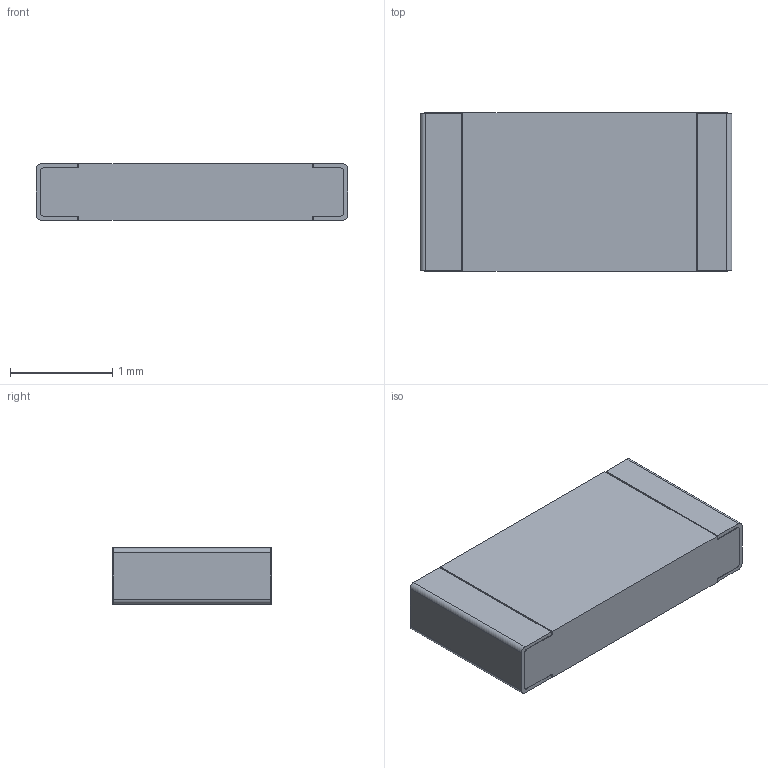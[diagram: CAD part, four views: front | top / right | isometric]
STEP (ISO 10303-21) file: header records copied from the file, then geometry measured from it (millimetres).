
FILE_DESCRIPTION(('STEP AP242'),'1');
FILE_NAME('4-1879267-7.stp','2021-06-24T19:27:55',('TraceParts'),('TraceParts S.A.'),'Spatial InterOp 3D',' ',' ');
FILE_SCHEMA(('AP242_MANAGED_MODEL_BASED_3D_ENGINEERING_MIM_LF {1 0 10303 442 1 1 4}'));
Length unit declared in the file: millimetre
Products named in the file (1): 4-1879267-7
Bounding box: 3.05 x 1.55 x 0.55 mm (x, y, z)
Volume: 2.6 mm3; surface area: 14.9 mm2
Topology: 1 solids, 1 shells, 42 faces, 120 edges, 80 vertices
Faces by surface type: plane 30, cylinder 12
Entity records: 1992 total; most frequent: CARTESIAN_POINT 243, ORIENTED_EDGE 240, DIRECTION 230, STYLED_ITEM 121, PRESENTATION_STYLE_ASSIGNMENT 121, COLOUR_RGB 121, EDGE_CURVE 120, CURVE_STYLE 120
